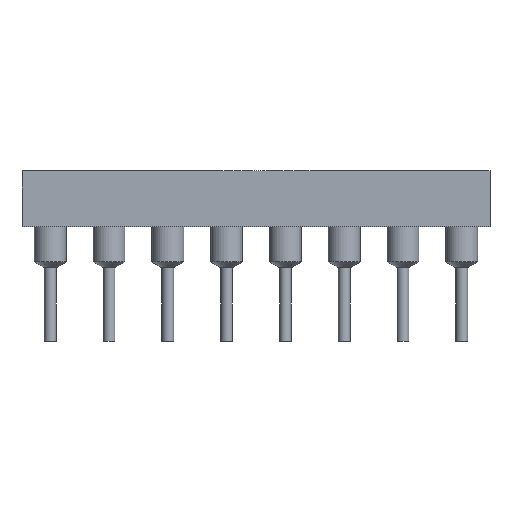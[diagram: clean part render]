
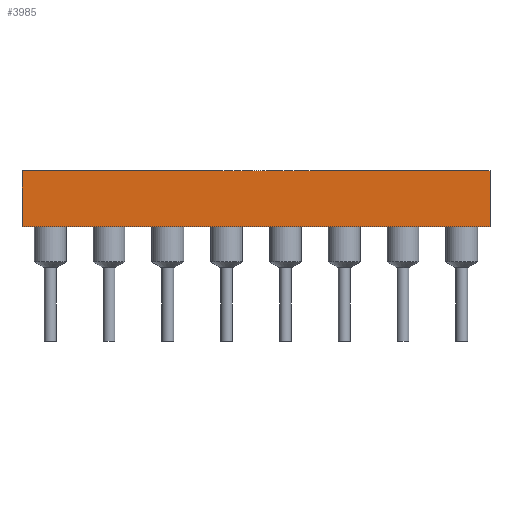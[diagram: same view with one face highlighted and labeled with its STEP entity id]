
A CAD part, front view. The second image highlights one B-rep face of the part: STEP entity #3985.
In plain terms, the highlighted planar face has unit normal (0, -1, 0).
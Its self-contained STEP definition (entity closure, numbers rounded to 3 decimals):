
#76=DIRECTION('',(-1.,0.,0.));
#77=VECTOR('',#76,20.218);
#78=CARTESIAN_POINT('',(10.109,-5.029,0.));
#79=LINE('',#78,#77);
#468=DIRECTION('',(-1.,0.,0.));
#469=VECTOR('',#468,20.218);
#470=CARTESIAN_POINT('',(10.109,-5.029,-2.413));
#471=LINE('',#470,#469);
#724=DIRECTION('',(0.,0.,1.));
#725=VECTOR('',#724,2.413);
#726=CARTESIAN_POINT('',(10.109,-5.029,-2.413));
#727=LINE('',#726,#725);
#740=DIRECTION('',(0.,0.,1.));
#741=VECTOR('',#740,2.413);
#742=CARTESIAN_POINT('',(-10.109,-5.029,-2.413));
#743=LINE('',#742,#741);
#2689=CARTESIAN_POINT('',(-10.109,-5.029,0.));
#2691=VERTEX_POINT('',#2689);
#2693=CARTESIAN_POINT('',(10.109,-5.029,0.));
#2694=VERTEX_POINT('',#2693);
#2729=CARTESIAN_POINT('',(-10.109,-5.029,-2.413));
#2731=VERTEX_POINT('',#2729);
#2733=CARTESIAN_POINT('',(10.109,-5.029,-2.413));
#2734=VERTEX_POINT('',#2733);
#3973=CARTESIAN_POINT('',(-10.109,-5.029,0.));
#3974=DIRECTION('',(0.,-1.,0.));
#3975=DIRECTION('',(1.,0.,0.));
#3976=AXIS2_PLACEMENT_3D('',#3973,#3974,#3975);
#3977=PLANE('',#3976);
#3978=ORIENTED_EDGE('',*,*,#3398,.F.);
#3979=ORIENTED_EDGE('',*,*,#3963,.F.);
#3980=ORIENTED_EDGE('',*,*,#3784,.T.);
#3982=ORIENTED_EDGE('',*,*,#3981,.T.);
#3983=EDGE_LOOP('',(#3978,#3979,#3980,#3982));
#3984=FACE_OUTER_BOUND('',#3983,.F.);
#3985=ADVANCED_FACE('',(#3984),#3977,.T.);
#3398=EDGE_CURVE('',#2694,#2691,#79,.T.);
#3784=EDGE_CURVE('',#2734,#2731,#471,.T.);
#3963=EDGE_CURVE('',#2734,#2694,#727,.T.);
#3981=EDGE_CURVE('',#2731,#2691,#743,.T.);
